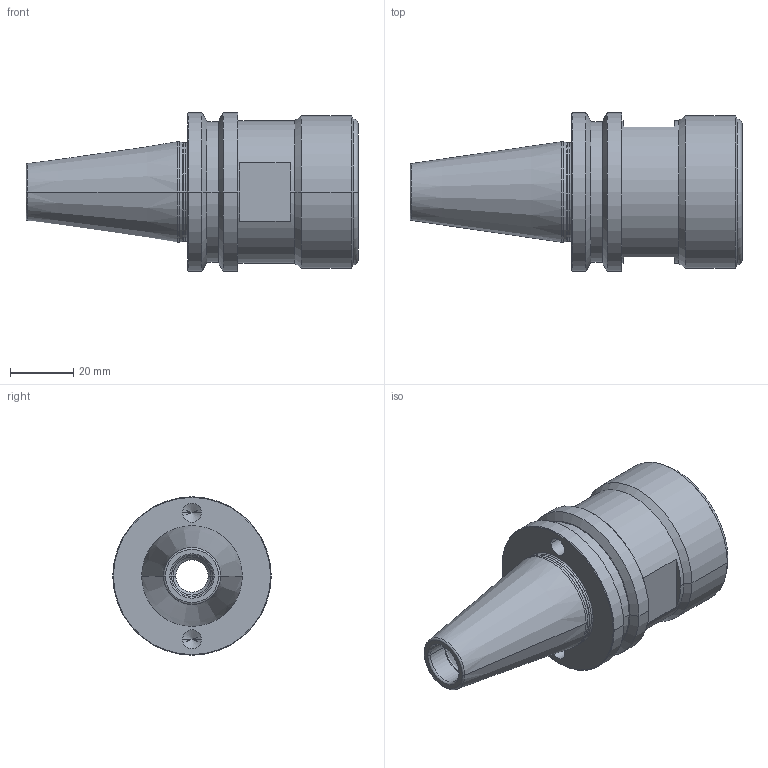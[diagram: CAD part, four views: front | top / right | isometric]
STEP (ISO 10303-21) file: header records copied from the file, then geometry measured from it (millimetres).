
FILE_DESCRIPTION((''),'2;1');
FILE_NAME('30225071FZ_PRT','2020-10-29T11:09:56',('SYSTEM'),(''),'CREO PARAMETRIC BY PTC INC, 2019471','CREO PARAMETRIC BY PTC INC, 2019471','');
FILE_SCHEMA(('CONFIG_CONTROL_DESIGN'));
Length unit declared in the file: millimetre
Products named in the file (1): 30225071FZ_PRT
Bounding box: 104.8 x 50 x 50 mm (x, y, z)
Volume: 78235.9 mm3; surface area: 23900.6 mm2
Topology: 1 solids, 3 shells, 85 faces, 184 edges, 106 vertices
Faces by surface type: cylinder 30, cone 28, plane 15, torus 12
Entity records: 2335 total; most frequent: DIRECTION 464, CARTESIAN_POINT 372, ORIENTED_EDGE 352, AXIS2_PLACEMENT_3D 198, EDGE_CURVE 180, CIRCLE 112, VERTEX_POINT 106, EDGE_LOOP 96
